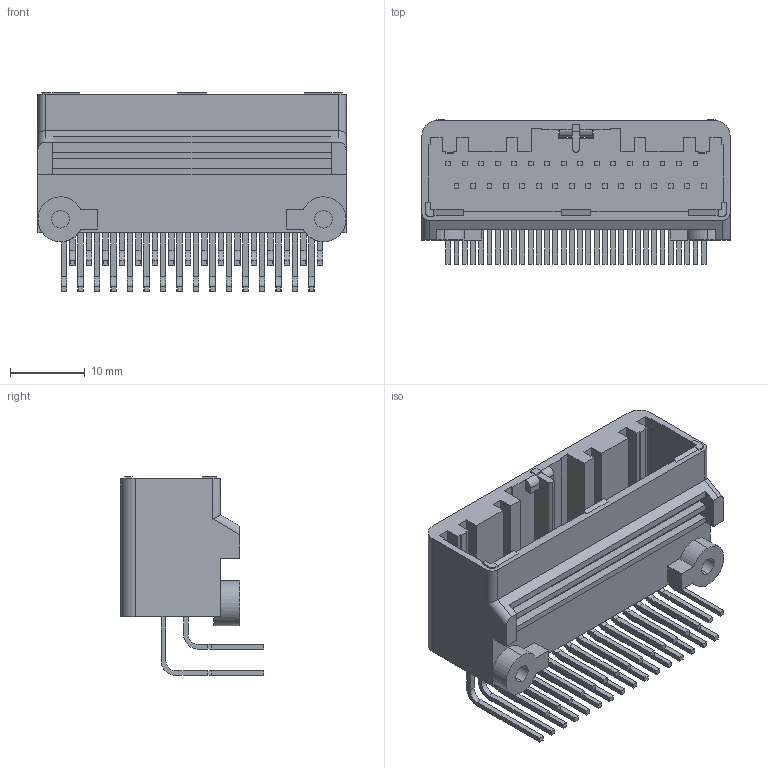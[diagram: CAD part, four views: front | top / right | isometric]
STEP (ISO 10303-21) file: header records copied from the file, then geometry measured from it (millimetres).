
FILE_DESCRIPTION (( 'STEP AP203' ), '1' );
FILE_NAME ('K3D-MX34032NF2-V2_JAE_Proprietary.STEP', '2014-04-18T05:12:48', ( '' ), ( '' ), 'SwSTEP 2.0', 'SolidWorks 2012', '' );
FILE_SCHEMA (( 'CONFIG_CONTROL_DESIGN' ));
Length unit declared in the file: millimetre
Products named in the file (1): K3D-MX34032NF2-V2_JAE_Proprietary
Bounding box: 41.1 x 19.2 x 26.52 mm (x, y, z)
Volume: 5327.8 mm3; surface area: 7657.7 mm2
Topology: 1 solids, 1 shells, 734 faces, 1988 edges, 1322 vertices
Faces by surface type: plane 648, cylinder 86
Entity records: 22829 total; most frequent: CARTESIAN_POINT 4057, ORIENTED_EDGE 3976, DIRECTION 3626, EDGE_CURVE 1988, VECTOR 1812, LINE 1812, VERTEX_POINT 1322, AXIS2_PLACEMENT_3D 907
